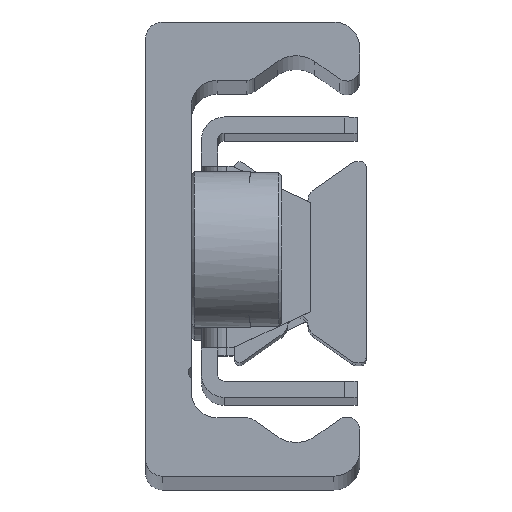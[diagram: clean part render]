
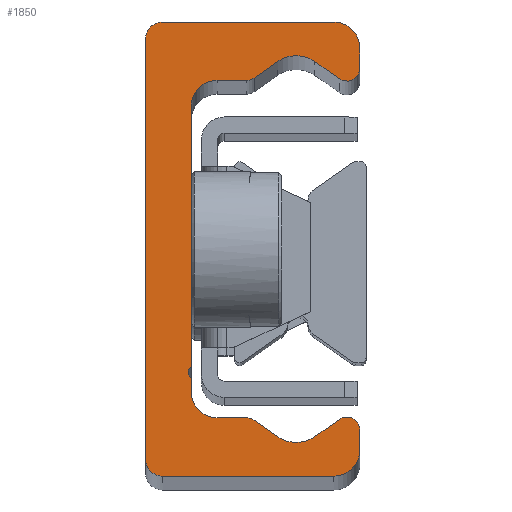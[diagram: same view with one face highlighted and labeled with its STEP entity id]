
A CAD part, top view. The second image highlights one B-rep face of the part: STEP entity #1850.
In plain terms, the highlighted planar face has unit normal (0, 0, 1).
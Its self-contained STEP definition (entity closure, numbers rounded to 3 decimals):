
#930=CARTESIAN_POINT('',(0.0,16.2,610.0));
#931=VERTEX_POINT('',#930);
#932=CARTESIAN_POINT('',(1.3,17.5,610.0));
#933=VERTEX_POINT('',#932);
#934=CARTESIAN_POINT('',(1.3,16.2,610.0));
#935=DIRECTION('',(0.0,0.0,-1.0));
#936=DIRECTION('',(0.0,-1.0,0.0));
#937=AXIS2_PLACEMENT_3D('',#934,#935,#936);
#938=CIRCLE('',#937,1.3);
#939=EDGE_CURVE('',#931,#933,#938,.T.);
#972=CARTESIAN_POINT('',(14.5,17.5,610.0));
#973=VERTEX_POINT('',#972);
#974=CARTESIAN_POINT('',(1.3,17.5,610.0));
#975=DIRECTION('',(1.0,0.0,0.0));
#976=VECTOR('',#975,13.2);
#977=LINE('',#974,#976);
#978=EDGE_CURVE('',#933,#973,#977,.T.);
#1003=CARTESIAN_POINT('',(16.5,15.5,610.0));
#1004=VERTEX_POINT('',#1003);
#1005=CARTESIAN_POINT('',(14.5,15.5,610.0));
#1006=DIRECTION('',(0.0,0.0,-1.0));
#1007=DIRECTION('',(-1.0,0.0,0.0));
#1008=AXIS2_PLACEMENT_3D('',#1005,#1006,#1007);
#1009=CIRCLE('',#1008,2.);
#1010=EDGE_CURVE('',#973,#1004,#1009,.T.);
#1036=CARTESIAN_POINT('',(16.5,13.946,610.0));
#1037=VERTEX_POINT('',#1036);
#1038=CARTESIAN_POINT('',(16.5,15.5,610.0));
#1039=DIRECTION('',(0.0,-1.0,0.0));
#1040=VECTOR('',#1039,1.554);
#1041=LINE('',#1038,#1040);
#1042=EDGE_CURVE('',#1004,#1037,#1041,.T.);
#1067=CARTESIAN_POINT('',(14.926,13.127,610.0));
#1068=VERTEX_POINT('',#1067);
#1069=CARTESIAN_POINT('',(15.5,13.946,610.0));
#1070=DIRECTION('',(0.0,0.0,-1.0));
#1071=DIRECTION('',(0.574,0.819,0.0));
#1072=AXIS2_PLACEMENT_3D('',#1069,#1070,#1071);
#1073=CIRCLE('',#1072,1.0);
#1074=EDGE_CURVE('',#1037,#1068,#1073,.T.);
#1100=CARTESIAN_POINT('',(13.034,14.452,610.0));
#1101=VERTEX_POINT('',#1100);
#1102=CARTESIAN_POINT('',(14.926,13.127,610.0));
#1103=DIRECTION('',(-0.819,0.574,0.0));
#1104=VECTOR('',#1103,2.31);
#1105=LINE('',#1102,#1104);
#1106=EDGE_CURVE('',#1068,#1101,#1105,.T.);
#1131=CARTESIAN_POINT('',(10.166,14.452,610.0));
#1132=VERTEX_POINT('',#1131);
#1133=CARTESIAN_POINT('',(11.6,12.404,610.0));
#1134=DIRECTION('',(0.0,0.0,1.0));
#1135=DIRECTION('',(0.574,0.819,0.0));
#1136=AXIS2_PLACEMENT_3D('',#1133,#1134,#1135);
#1137=CIRCLE('',#1136,2.5);
#1138=EDGE_CURVE('',#1101,#1132,#1137,.T.);
#1164=CARTESIAN_POINT('',(8.351,13.181,610.0));
#1165=VERTEX_POINT('',#1164);
#1166=CARTESIAN_POINT('',(10.166,14.452,610.0));
#1167=DIRECTION('',(-0.819,-0.574,0.0));
#1168=VECTOR('',#1167,2.216);
#1169=LINE('',#1166,#1168);
#1170=EDGE_CURVE('',#1132,#1165,#1169,.T.);
#1195=CARTESIAN_POINT('',(7.777,13.,610.0));
#1196=VERTEX_POINT('',#1195);
#1197=CARTESIAN_POINT('',(7.777,14.,610.0));
#1198=DIRECTION('',(0.0,0.0,-1.0));
#1199=DIRECTION('',(0.0,1.0,0.0));
#1200=AXIS2_PLACEMENT_3D('',#1197,#1198,#1199);
#1201=CIRCLE('',#1200,1.);
#1202=EDGE_CURVE('',#1165,#1196,#1201,.T.);
#1228=CARTESIAN_POINT('',(5.5,13.,610.0));
#1229=VERTEX_POINT('',#1228);
#1230=CARTESIAN_POINT('',(7.777,13.,610.0));
#1231=DIRECTION('',(-1.0,0.0,0.0));
#1232=VECTOR('',#1231,2.277);
#1233=LINE('',#1230,#1232);
#1234=EDGE_CURVE('',#1196,#1229,#1233,.T.);
#1259=CARTESIAN_POINT('',(3.5,11.,610.0));
#1260=VERTEX_POINT('',#1259);
#1261=CARTESIAN_POINT('',(5.5,11.,610.0));
#1262=DIRECTION('',(0.0,0.0,1.0));
#1263=DIRECTION('',(0.0,1.0,0.0));
#1264=AXIS2_PLACEMENT_3D('',#1261,#1262,#1263);
#1265=CIRCLE('',#1264,2.0);
#1266=EDGE_CURVE('',#1229,#1260,#1265,.T.);
#1292=CARTESIAN_POINT('',(3.5,-9.067,610.0));
#1293=VERTEX_POINT('',#1292);
#1294=CARTESIAN_POINT('',(3.5,11.,610.0));
#1295=DIRECTION('',(0.0,-1.0,0.0));
#1296=VECTOR('',#1295,20.067);
#1297=LINE('',#1294,#1296);
#1298=EDGE_CURVE('',#1260,#1293,#1297,.T.);
#1353=CARTESIAN_POINT('',(3.5,-9.933,610.0));
#1354=VERTEX_POINT('',#1353);
#1355=CARTESIAN_POINT('',(3.75,-9.5,610.0));
#1356=DIRECTION('',(0.0,0.0,1.0));
#1357=DIRECTION('',(-0.5,0.866,0.0));
#1358=AXIS2_PLACEMENT_3D('',#1355,#1356,#1357);
#1359=CIRCLE('',#1358,0.5);
#1360=EDGE_CURVE('',#1293,#1354,#1359,.T.);
#1386=CARTESIAN_POINT('',(3.5,-11.,610.0));
#1387=VERTEX_POINT('',#1386);
#1388=CARTESIAN_POINT('',(3.5,-9.933,610.0));
#1389=DIRECTION('',(0.0,-1.0,0.0));
#1390=VECTOR('',#1389,1.067);
#1391=LINE('',#1388,#1390);
#1392=EDGE_CURVE('',#1354,#1387,#1391,.T.);
#1417=CARTESIAN_POINT('',(5.5,-13.,610.0));
#1418=VERTEX_POINT('',#1417);
#1419=CARTESIAN_POINT('',(5.5,-11.,610.0));
#1420=DIRECTION('',(0.0,0.0,1.0));
#1421=DIRECTION('',(-1.0,0.0,0.0));
#1422=AXIS2_PLACEMENT_3D('',#1419,#1420,#1421);
#1423=CIRCLE('',#1422,2.0);
#1424=EDGE_CURVE('',#1387,#1418,#1423,.T.);
#1450=CARTESIAN_POINT('',(7.777,-13.,610.0));
#1451=VERTEX_POINT('',#1450);
#1452=CARTESIAN_POINT('',(5.5,-13.,610.0));
#1453=DIRECTION('',(1.0,0.0,0.0));
#1454=VECTOR('',#1453,2.277);
#1455=LINE('',#1452,#1454);
#1456=EDGE_CURVE('',#1418,#1451,#1455,.T.);
#1481=CARTESIAN_POINT('',(8.351,-13.181,610.0));
#1482=VERTEX_POINT('',#1481);
#1483=CARTESIAN_POINT('',(7.777,-14.0,610.0));
#1484=DIRECTION('',(0.0,0.0,-1.0));
#1485=DIRECTION('',(-0.574,-0.819,0.0));
#1486=AXIS2_PLACEMENT_3D('',#1483,#1484,#1485);
#1487=CIRCLE('',#1486,1.);
#1488=EDGE_CURVE('',#1451,#1482,#1487,.T.);
#1514=CARTESIAN_POINT('',(10.166,-14.452,610.0));
#1515=VERTEX_POINT('',#1514);
#1516=CARTESIAN_POINT('',(8.351,-13.181,610.0));
#1517=DIRECTION('',(0.819,-0.574,0.0));
#1518=VECTOR('',#1517,2.216);
#1519=LINE('',#1516,#1518);
#1520=EDGE_CURVE('',#1482,#1515,#1519,.T.);
#1545=CARTESIAN_POINT('',(13.034,-14.452,610.0));
#1546=VERTEX_POINT('',#1545);
#1547=CARTESIAN_POINT('',(11.6,-12.404,610.0));
#1548=DIRECTION('',(0.0,0.0,1.));
#1549=DIRECTION('',(-0.574,-0.819,0.0));
#1550=AXIS2_PLACEMENT_3D('',#1547,#1548,#1549);
#1551=CIRCLE('',#1550,2.5);
#1552=EDGE_CURVE('',#1515,#1546,#1551,.T.);
#1578=CARTESIAN_POINT('',(14.926,-13.127,610.0));
#1579=VERTEX_POINT('',#1578);
#1580=CARTESIAN_POINT('',(13.034,-14.452,610.0));
#1581=DIRECTION('',(0.819,0.574,0.0));
#1582=VECTOR('',#1581,2.31);
#1583=LINE('',#1580,#1582);
#1584=EDGE_CURVE('',#1546,#1579,#1583,.T.);
#1609=CARTESIAN_POINT('',(16.5,-13.946,610.0));
#1610=VERTEX_POINT('',#1609);
#1611=CARTESIAN_POINT('',(15.5,-13.946,610.0));
#1612=DIRECTION('',(0.0,0.0,-1.0));
#1613=DIRECTION('',(-1.0,0.0,0.0));
#1614=AXIS2_PLACEMENT_3D('',#1611,#1612,#1613);
#1615=CIRCLE('',#1614,1.0);
#1616=EDGE_CURVE('',#1579,#1610,#1615,.T.);
#1642=CARTESIAN_POINT('',(16.5,-15.5,610.0));
#1643=VERTEX_POINT('',#1642);
#1644=CARTESIAN_POINT('',(16.5,-13.946,610.0));
#1645=DIRECTION('',(0.0,-1.0,0.0));
#1646=VECTOR('',#1645,1.554);
#1647=LINE('',#1644,#1646);
#1648=EDGE_CURVE('',#1610,#1643,#1647,.T.);
#1673=CARTESIAN_POINT('',(14.5,-17.5,610.0));
#1674=VERTEX_POINT('',#1673);
#1675=CARTESIAN_POINT('',(14.5,-15.5,610.0));
#1676=DIRECTION('',(0.0,0.0,-1.0));
#1677=DIRECTION('',(0.0,1.0,0.0));
#1678=AXIS2_PLACEMENT_3D('',#1675,#1676,#1677);
#1679=CIRCLE('',#1678,2.);
#1680=EDGE_CURVE('',#1643,#1674,#1679,.T.);
#1706=CARTESIAN_POINT('',(1.3,-17.5,610.0));
#1707=VERTEX_POINT('',#1706);
#1708=CARTESIAN_POINT('',(14.5,-17.5,610.0));
#1709=DIRECTION('',(-1.0,0.0,0.0));
#1710=VECTOR('',#1709,13.2);
#1711=LINE('',#1708,#1710);
#1712=EDGE_CURVE('',#1674,#1707,#1711,.T.);
#1737=CARTESIAN_POINT('',(0.0,-16.2,610.0));
#1738=VERTEX_POINT('',#1737);
#1739=CARTESIAN_POINT('',(1.3,-16.2,610.0));
#1740=DIRECTION('',(0.0,0.0,-1.0));
#1741=DIRECTION('',(1.0,0.0,0.0));
#1742=AXIS2_PLACEMENT_3D('',#1739,#1740,#1741);
#1743=CIRCLE('',#1742,1.3);
#1744=EDGE_CURVE('',#1707,#1738,#1743,.T.);
#1770=CARTESIAN_POINT('',(0.0,-16.2,610.0));
#1771=DIRECTION('',(0.0,1.0,0.0));
#1772=VECTOR('',#1771,32.4);
#1773=LINE('',#1770,#1772);
#1774=EDGE_CURVE('',#1738,#931,#1773,.T.);
#1817=CARTESIAN_POINT('',(5.957,-0.014,610.0));
#1818=DIRECTION('',(0.0,0.0,1.0));
#1819=DIRECTION('',(1.0,0.0,0.0));
#1820=AXIS2_PLACEMENT_3D('',#1817,#1818,#1819);
#1821=PLANE('',#1820);
#1822=ORIENTED_EDGE('',*,*,#939,.F.);
#1823=ORIENTED_EDGE('',*,*,#1774,.F.);
#1824=ORIENTED_EDGE('',*,*,#1744,.F.);
#1825=ORIENTED_EDGE('',*,*,#1712,.F.);
#1826=ORIENTED_EDGE('',*,*,#1680,.F.);
#1827=ORIENTED_EDGE('',*,*,#1648,.F.);
#1828=ORIENTED_EDGE('',*,*,#1616,.F.);
#1829=ORIENTED_EDGE('',*,*,#1584,.F.);
#1830=ORIENTED_EDGE('',*,*,#1552,.F.);
#1831=ORIENTED_EDGE('',*,*,#1520,.F.);
#1832=ORIENTED_EDGE('',*,*,#1488,.F.);
#1833=ORIENTED_EDGE('',*,*,#1456,.F.);
#1834=ORIENTED_EDGE('',*,*,#1424,.F.);
#1835=ORIENTED_EDGE('',*,*,#1392,.F.);
#1836=ORIENTED_EDGE('',*,*,#1360,.F.);
#1837=ORIENTED_EDGE('',*,*,#1298,.F.);
#1838=ORIENTED_EDGE('',*,*,#1266,.F.);
#1839=ORIENTED_EDGE('',*,*,#1234,.F.);
#1840=ORIENTED_EDGE('',*,*,#1202,.F.);
#1841=ORIENTED_EDGE('',*,*,#1170,.F.);
#1842=ORIENTED_EDGE('',*,*,#1138,.F.);
#1843=ORIENTED_EDGE('',*,*,#1106,.F.);
#1844=ORIENTED_EDGE('',*,*,#1074,.F.);
#1845=ORIENTED_EDGE('',*,*,#1042,.F.);
#1846=ORIENTED_EDGE('',*,*,#1010,.F.);
#1847=ORIENTED_EDGE('',*,*,#978,.F.);
#1848=EDGE_LOOP('',(#1822,#1823,#1824,#1825,#1826,#1827,#1828,#1829,#1830,#1831,#1832,#1833,#1834,#1835,#1836,#1837,#1838,#1839,#1840,#1841,#1842,#1843,#1844,#1845,#1846,#1847));
#1849=FACE_OUTER_BOUND('',#1848,.T.);
#1850=ADVANCED_FACE('',(#1849),#1821,.T.);
